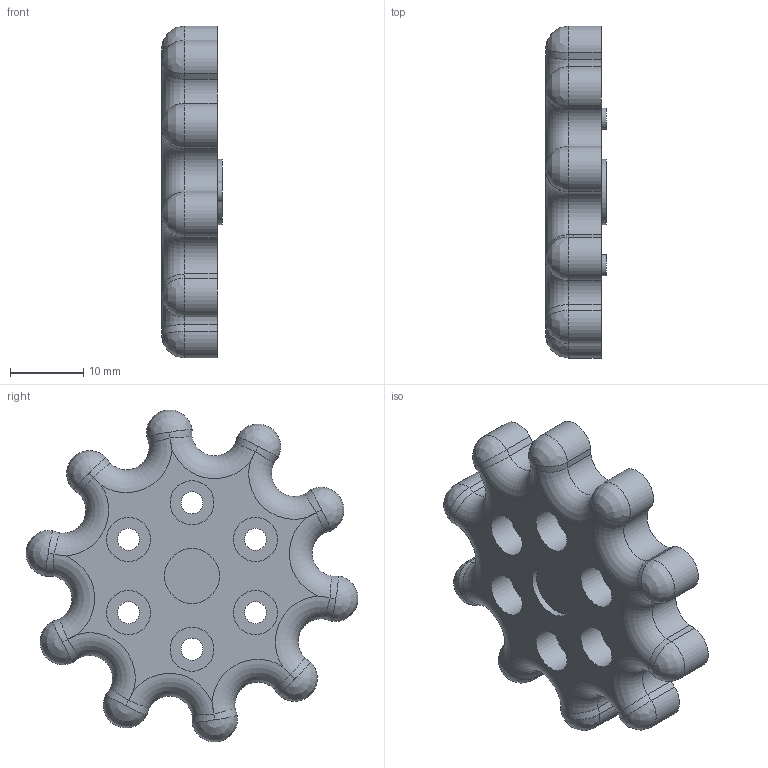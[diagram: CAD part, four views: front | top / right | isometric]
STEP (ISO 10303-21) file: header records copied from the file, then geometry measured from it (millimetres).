
FILE_DESCRIPTION(/* description */ ('','CAx-IF Rec.Pracs.---Representation and Presentation of Product Manufacturing Information (PMI)---4.0---2014-10-13'),/* implementation_level */ '2;1');
FILE_NAME(/* name */ 'Gear 1.step',/* time_stamp */ '2024-12-09T07:36:31+09:00',/* author */ (''),/* organization */ (''),/* preprocessor_version */ 'ST-DEVELOPER v20',/* originating_system */ 'Autodesk Translation Framework v13.20.0.188',/* authorisation */ '');
FILE_SCHEMA (('AP242_MANAGED_MODEL_BASED_3D_ENGINEERING_MIM_LF { 1 0 10303 442 1 1 4 }'));
Length unit declared in the file: millimetre
Products named in the file (1): 1_gear
Bounding box: 8.31 x 45.28 x 45.28 mm (x, y, z)
Volume: 8211.9 mm3; surface area: 4313.4 mm2
Topology: 1 solids, 1 shells, 109 faces, 243 edges, 146 vertices
Faces by surface type: cylinder 56, plane 33, bspline 10, torus 10
Full cylindrical faces by diameter (mm): 2.9 x2, 3 x6, 6 x6, 7.5 x1, 8.9 x1
Entity records: 3677 total; most frequent: CARTESIAN_POINT 1271, ORIENTED_EDGE 486, DIRECTION 483, EDGE_CURVE 243, AXIS2_PLACEMENT_3D 192, VERTEX_POINT 146, EDGE_LOOP 131, FACE_OUTER_BOUND 109
